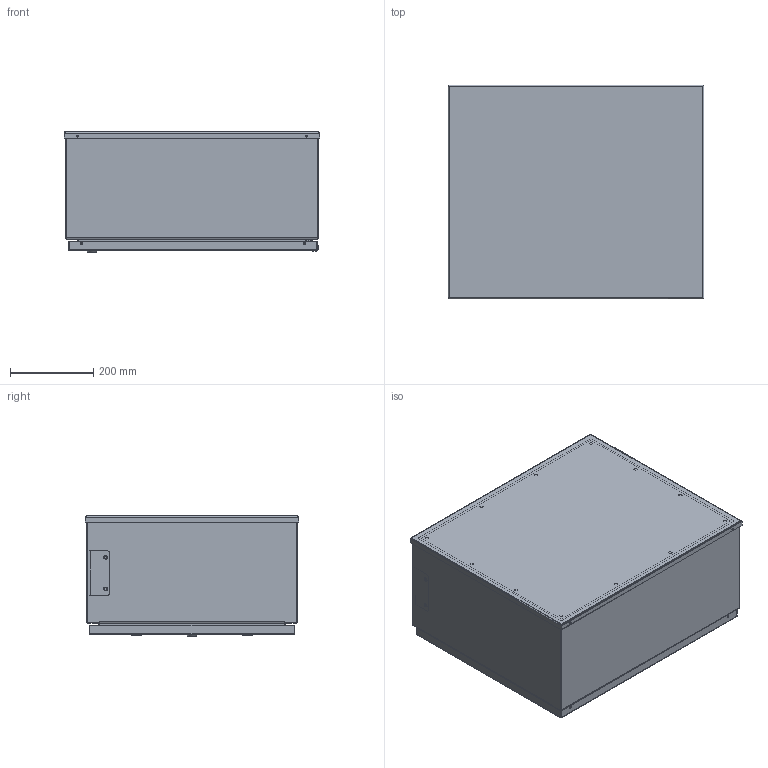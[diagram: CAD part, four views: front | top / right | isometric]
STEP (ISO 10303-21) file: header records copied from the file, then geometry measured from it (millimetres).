
FILE_DESCRIPTION (( 'STEP AP214' ), '1' );
FILE_NAME ('SCE-20HMI2410LP.STEP', '2023-09-29T16:12:18', ( '' ), ( '' ), 'SwSTEP 2.0', 'SolidWorks 2023', '' );
FILE_SCHEMA (( 'AUTOMOTIVE_DESIGN' ));
Length unit declared in the file: inch
Products named in the file (1): SCE-20HMI2410LP
Bounding box: 616.46 x 514.86 x 289.45 mm (x, y, z)
Volume: 3500165.3 mm3; surface area: 3479879.8 mm2
Topology: 24 solids, 24 shells, 2269 faces, 5896 edges, 3663 vertices
Faces by surface type: plane 1110, cylinder 714, bspline 358, cone 65, torus 14, sphere 8
Full cylindrical faces by diameter (mm): 1.016 x2, 3.226 x2, 3.988 x2, 4.318 x6, 4.369 x4, 4.763 x4, 4.775 x12, 4.78 x4, 4.826 x8, 4.978 x6, 5 x1, 5.182 x4, 5.207 x4, 5.232 x4, 5.5 x1, 5.537 x4, 6.096 x4, 6.198 x4, 6.299 x21, 6.35 x12, 6.353 x9, 6.756 x4, 6.858 x4, 7.112 x8, 7.137 x4, 7.874 x12, 7.937 x2, 7.938 x10, 8.56 x9, 9.474 x8
Entity records: 78915 total; most frequent: CARTESIAN_POINT 27694, ORIENTED_EDGE 10584, DIRECTION 9753, EDGE_CURVE 5292, VERTEX_POINT 3533, AXIS2_PLACEMENT_3D 3422, VECTOR 2909, LINE 2909
